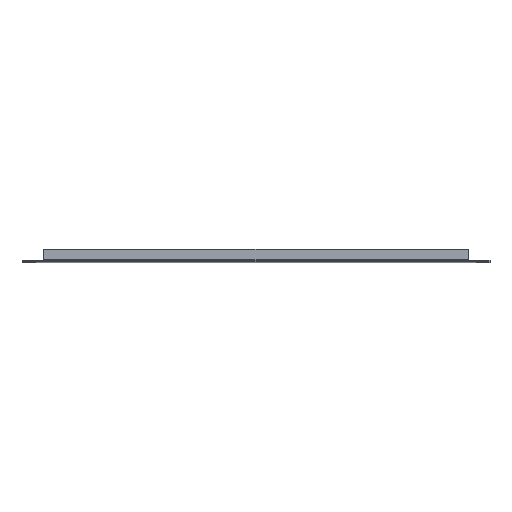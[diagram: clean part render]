
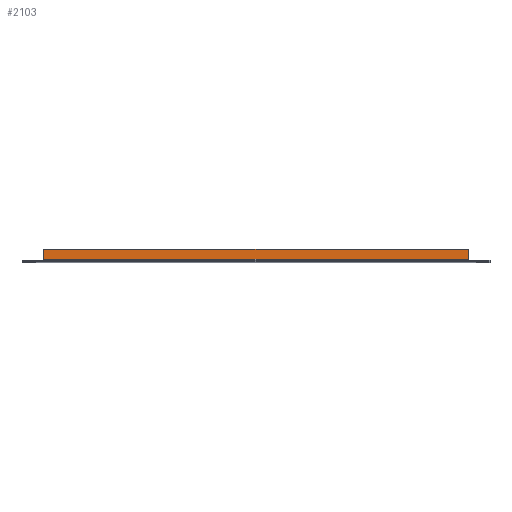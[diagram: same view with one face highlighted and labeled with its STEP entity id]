
A CAD part, top view. The second image highlights one B-rep face of the part: STEP entity #2103.
In plain terms, the highlighted planar face has unit normal (0, 0, 1).
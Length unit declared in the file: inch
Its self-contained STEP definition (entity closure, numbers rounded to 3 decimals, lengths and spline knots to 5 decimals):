
#2 = CARTESIAN_POINT ( 'NONE',  ( 8.625, 0.04648, 14.859 ) ) ;
#17 = VERTEX_POINT ( 'NONE', #193 ) ;
#104 = ORIENTED_EDGE ( 'NONE', *, *, #421, .T. ) ;
#193 = CARTESIAN_POINT ( 'NONE',  ( 8.625, 0.5, 14.859 ) ) ;
#195 = CARTESIAN_POINT ( 'NONE',  ( 8.625, 0.5, 14.859 ) ) ;
#209 = CARTESIAN_POINT ( 'NONE',  ( -8.625, 0.04648, 14.859 ) ) ;
#246 = EDGE_CURVE ( 'NONE', #918, #17, #1516, .T. ) ;
#357 = VERTEX_POINT ( 'NONE', #2173 ) ;
#421 = EDGE_CURVE ( 'NONE', #17, #1457, #1979, .T. ) ;
#461 = ORIENTED_EDGE ( 'NONE', *, *, #1220, .T. ) ;
#499 = CARTESIAN_POINT ( 'NONE',  ( 8.625, 0.086, 14.859 ) ) ;
#588 = DIRECTION ( 'NONE',  ( -1., 0., 0. ) ) ;
#639 = ORIENTED_EDGE ( 'NONE', *, *, #1687, .F. ) ;
#787 = DIRECTION ( 'NONE',  ( 0., 1., 0. ) ) ;
#874 = VECTOR ( 'NONE', #1169, 39.37008 ) ;
#895 = VECTOR ( 'NONE', #1203, 39.37008 ) ;
#918 = VERTEX_POINT ( 'NONE', #499 ) ;
#1088 = AXIS2_PLACEMENT_3D ( 'NONE', #2, #2018, #787 ) ;
#1127 = VECTOR ( 'NONE', #588, 39.37008 ) ;
#1169 = DIRECTION ( 'NONE',  ( 0., -1., 0. ) ) ;
#1203 = DIRECTION ( 'NONE',  ( -1., 0., 0. ) ) ;
#1220 = EDGE_CURVE ( 'NONE', #1457, #357, #1797, .T. ) ;
#1224 = EDGE_LOOP ( 'NONE', ( #2069, #104, #461, #639 ) ) ;
#1457 = VERTEX_POINT ( 'NONE', #2154 ) ;
#1516 = LINE ( 'NONE', #1909, #1858 ) ;
#1580 = CARTESIAN_POINT ( 'NONE',  ( 8.625, 0.086, 14.859 ) ) ;
#1627 = LINE ( 'NONE', #1580, #1127 ) ;
#1687 = EDGE_CURVE ( 'NONE', #918, #357, #1627, .T. ) ;
#1797 = LINE ( 'NONE', #209, #874 ) ;
#1858 = VECTOR ( 'NONE', #1869, 39.37008 ) ;
#1869 = DIRECTION ( 'NONE',  ( 0., 1., 0. ) ) ;
#1909 = CARTESIAN_POINT ( 'NONE',  ( 8.625, 0.04648, 14.859 ) ) ;
#1979 = LINE ( 'NONE', #195, #895 ) ;
#1981 = PLANE ( 'NONE',  #1088 ) ;
#2018 = DIRECTION ( 'NONE',  ( 0., 0., -1. ) ) ;
#2069 = ORIENTED_EDGE ( 'NONE', *, *, #246, .T. ) ;
#2103 = ADVANCED_FACE ( 'NONE', ( #2211 ), #1981, .F. ) ;
#2154 = CARTESIAN_POINT ( 'NONE',  ( -8.625, 0.5, 14.859 ) ) ;
#2173 = CARTESIAN_POINT ( 'NONE',  ( -8.625, 0.086, 14.859 ) ) ;
#2211 = FACE_OUTER_BOUND ( 'NONE', #1224, .T. ) ;
